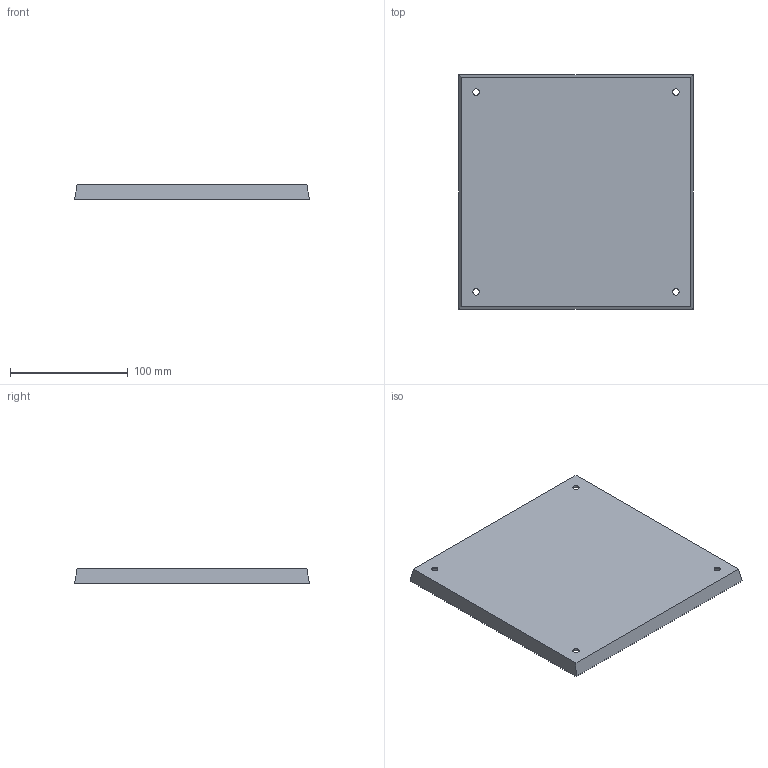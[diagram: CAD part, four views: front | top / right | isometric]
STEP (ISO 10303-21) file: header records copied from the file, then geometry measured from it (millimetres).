
FILE_DESCRIPTION (( 'STEP AP214' ), '1' );
FILE_NAME ('2451-2020-01-00.step', '2023-11-29T08:40:55', ( '' ), ( '' ), 'SwSTEP 2.0', 'SolidWorks 2019', '' );
FILE_SCHEMA (( 'AUTOMOTIVE_DESIGN' ));
Length unit declared in the file: millimetre
Products named in the file (1): 2451-2020-01-00
Bounding box: 199.75 x 199.75 x 12.3 mm (x, y, z)
Volume: 95503 mm3; surface area: 131594.4 mm2
Topology: 13 solids, 13 shells, 324 faces, 768 edges, 512 vertices
Faces by surface type: plane 204, cylinder 120
Entity records: 9902 total; most frequent: DIRECTION 1658, CARTESIAN_POINT 1605, ORIENTED_EDGE 1536, EDGE_CURVE 768, AXIS2_PLACEMENT_3D 565, LINE 528, VECTOR 528, VERTEX_POINT 512
